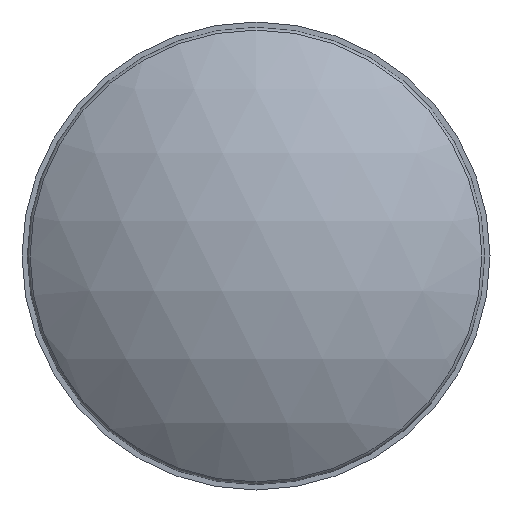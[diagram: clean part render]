
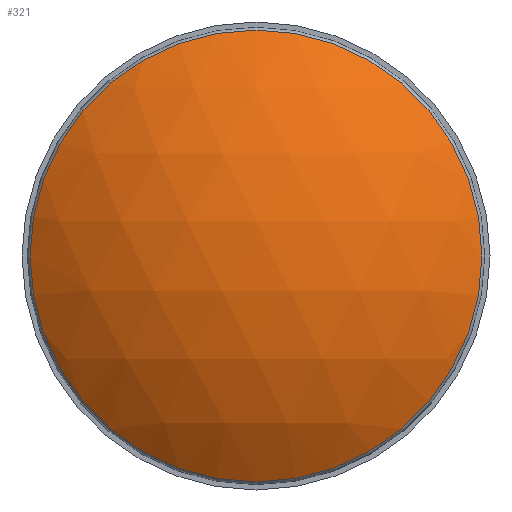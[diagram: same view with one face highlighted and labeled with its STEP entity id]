
A CAD part, left-side view. The second image highlights one B-rep face of the part: STEP entity #321.
In plain terms, the highlighted spherical face has radius 10.7 mm.
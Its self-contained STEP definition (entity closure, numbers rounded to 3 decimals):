
#169 = AXIS2_PLACEMENT_3D ( 'NONE', #982, #335, #1111 ) ;
#191 = AXIS2_PLACEMENT_3D ( 'NONE', #780, #1139, #525 ) ;
#272 = VERTEX_POINT ( 'NONE', #708 ) ;
#321 = ADVANCED_FACE ( 'NONE', ( #713 ), #439, .T. ) ;
#335 = DIRECTION ( 'NONE',  ( -1., 0., 0. ) ) ;
#439 = SPHERICAL_SURFACE ( 'NONE', #191, 10.7 ) ;
#514 = CIRCLE ( 'NONE', #169, 6.42 ) ;
#525 = DIRECTION ( 'NONE',  ( 0., 1., 0. ) ) ;
#547 = EDGE_LOOP ( 'NONE', ( #1016 ) ) ;
#708 = CARTESIAN_POINT ( 'NONE',  ( -0.36, 0., 6.42 ) ) ;
#713 = FACE_OUTER_BOUND ( 'NONE', #547, .T. ) ;
#729 = EDGE_CURVE ( 'NONE', #272, #272, #514, .T. ) ;
#780 = CARTESIAN_POINT ( 'NONE',  ( 8.2, 0., 0. ) ) ;
#982 = CARTESIAN_POINT ( 'NONE',  ( -0.36, 0., 0. ) ) ;
#1016 = ORIENTED_EDGE ( 'NONE', *, *, #729, .T. ) ;
#1111 = DIRECTION ( 'NONE',  ( 0., 0., 1. ) ) ;
#1139 = DIRECTION ( 'NONE',  ( 0., 0., -1. ) ) ;
